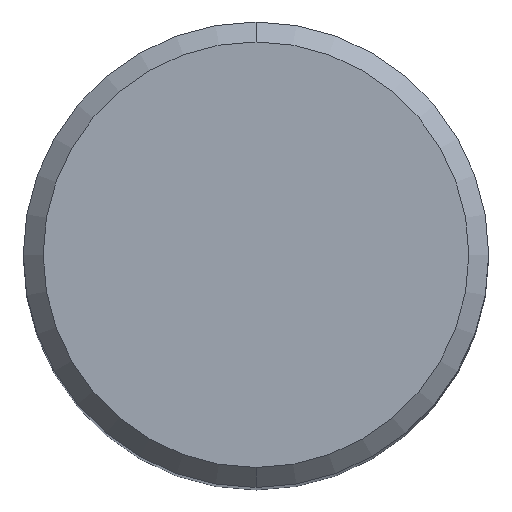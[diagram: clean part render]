
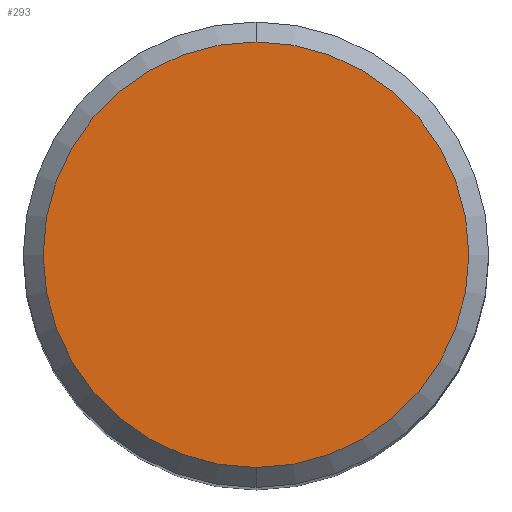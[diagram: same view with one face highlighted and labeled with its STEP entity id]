
A CAD part, top view. The second image highlights one B-rep face of the part: STEP entity #293.
In plain terms, the highlighted planar face has unit normal (0, 0, 1).
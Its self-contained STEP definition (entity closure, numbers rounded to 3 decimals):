
#293=ADVANCED_FACE('',(#600),#601,.T.);
#333=VERTEX_POINT('',#645);
#339=EDGE_CURVE('',#333,#393,#652,.T.);
#389=EDGE_CURVE('',#393,#333,#707,.T.);
#393=VERTEX_POINT('',#711);
#600=FACE_OUTER_BOUND('',#1066,.T.);
#601=PLANE('',#1067);
#645=CARTESIAN_POINT('',(0.0,6.4,0.0));
#652=CIRCLE('',#1218,6.4);
#707=CIRCLE('',#1336,6.4);
#711=CARTESIAN_POINT('',(0.,-6.4,0.0));
#1066=EDGE_LOOP('',(#1583,#1584));
#1067=AXIS2_PLACEMENT_3D('',#1585,#1586,#1587);
#1218=AXIS2_PLACEMENT_3D('',#1643,#1644,#1645);
#1336=AXIS2_PLACEMENT_3D('',#1715,#1716,#1717);
#1583=ORIENTED_EDGE('',*,*,#339,.F.);
#1584=ORIENTED_EDGE('',*,*,#389,.F.);
#1585=CARTESIAN_POINT('',(0.0,3.2,0.0));
#1586=DIRECTION('',(-0.0,0.0,1.0));
#1587=DIRECTION('',(0.0,-1.0,0.0));
#1643=CARTESIAN_POINT('',(0.0,0.0,0.0));
#1644=DIRECTION('',(0.0,0.0,-1.0));
#1645=DIRECTION('',(0.0,1.0,0.0));
#1715=CARTESIAN_POINT('',(0.0,0.0,0.0));
#1716=DIRECTION('',(0.0,0.0,-1.0));
#1717=DIRECTION('',(0.0,1.0,0.0));
